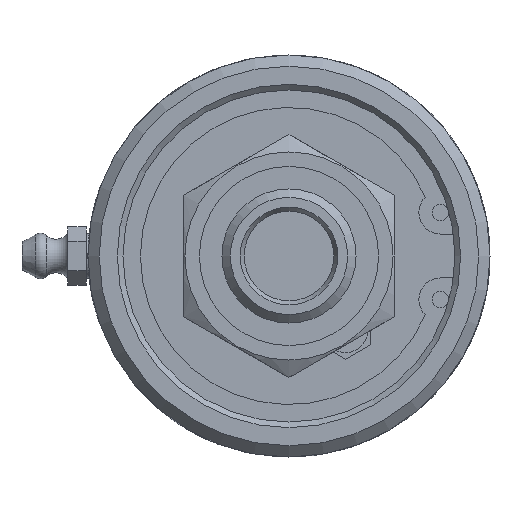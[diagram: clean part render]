
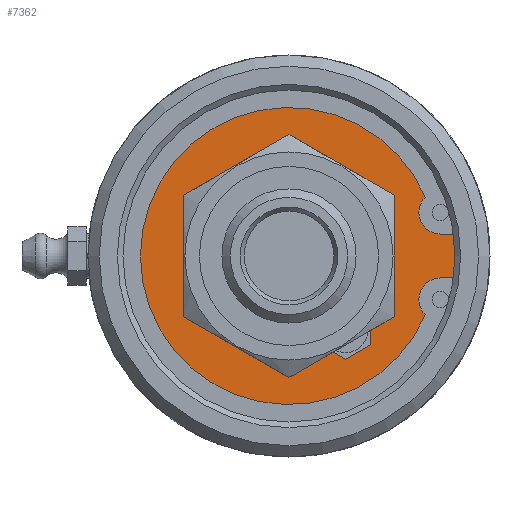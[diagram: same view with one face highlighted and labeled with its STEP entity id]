
A CAD part, left-side view. The second image highlights one B-rep face of the part: STEP entity #7362.
In plain terms, the highlighted planar face has unit normal (-1, 0, 0).
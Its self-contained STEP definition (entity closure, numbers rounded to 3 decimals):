
#105=FACE_BOUND('',#2597,.T.);
#822=LINE('',#47788,#1237);
#826=LINE('',#47796,#1241);
#829=LINE('',#47802,#1244);
#832=LINE('',#47808,#1247);
#862=LINE('',#47920,#1277);
#867=LINE('',#47938,#1282);
#1237=VECTOR('',#9040,10.);
#1241=VECTOR('',#9046,10.);
#1244=VECTOR('',#9051,10.);
#1247=VECTOR('',#9056,10.);
#1277=VECTOR('',#9166,10.);
#1282=VECTOR('',#9181,10.);
#1463=PLANE('',#7944);
#1655=CIRCLE('',#7798,13.9);
#1657=CIRCLE('',#7800,13.9);
#1672=CIRCLE('',#7831,3.048);
#1673=CIRCLE('',#7833,3.048);
#1674=CIRCLE('',#7835,21.057);
#1731=CIRCLE('',#7945,25.375);
#2134=FACE_OUTER_BOUND('',#2596,.T.);
#2596=EDGE_LOOP('',(#6745,#6746,#6747,#6748,#6749,#6750));
#2597=EDGE_LOOP('',(#6751,#6752,#6753,#6754,#6755,#6756));
#3501=VERTEX_POINT('',#47786);
#3502=VERTEX_POINT('',#47787);
#3505=VERTEX_POINT('',#47795);
#3507=VERTEX_POINT('',#47801);
#3509=VERTEX_POINT('',#47807);
#3519=VERTEX_POINT('',#47837);
#3547=VERTEX_POINT('',#47917);
#3548=VERTEX_POINT('',#47919);
#3552=VERTEX_POINT('',#47935);
#3553=VERTEX_POINT('',#47937);
#3554=VERTEX_POINT('',#47941);
#3555=VERTEX_POINT('',#47945);
#4487=EDGE_CURVE('',#3501,#3502,#822,.T.);
#4491=EDGE_CURVE('',#3505,#3501,#826,.T.);
#4494=EDGE_CURVE('',#3507,#3505,#829,.T.);
#4497=EDGE_CURVE('',#3502,#3509,#832,.T.);
#4512=EDGE_CURVE('',#3509,#3519,#1655,.T.);
#4514=EDGE_CURVE('',#3519,#3507,#1657,.T.);
#4551=EDGE_CURVE('',#3548,#3547,#862,.T.);
#4559=EDGE_CURVE('',#3553,#3552,#867,.T.);
#4561=EDGE_CURVE('',#3554,#3548,#1672,.T.);
#4563=EDGE_CURVE('',#3552,#3555,#1673,.T.);
#4565=EDGE_CURVE('',#3555,#3554,#1674,.T.);
#4678=EDGE_CURVE('',#3547,#3553,#1731,.T.);
#6745=ORIENTED_EDGE('',*,*,#4551,.T.);
#6746=ORIENTED_EDGE('',*,*,#4678,.T.);
#6747=ORIENTED_EDGE('',*,*,#4559,.T.);
#6748=ORIENTED_EDGE('',*,*,#4563,.T.);
#6749=ORIENTED_EDGE('',*,*,#4565,.T.);
#6750=ORIENTED_EDGE('',*,*,#4561,.T.);
#6751=ORIENTED_EDGE('',*,*,#4497,.T.);
#6752=ORIENTED_EDGE('',*,*,#4512,.T.);
#6753=ORIENTED_EDGE('',*,*,#4514,.T.);
#6754=ORIENTED_EDGE('',*,*,#4494,.T.);
#6755=ORIENTED_EDGE('',*,*,#4491,.T.);
#6756=ORIENTED_EDGE('',*,*,#4487,.T.);
#7362=ADVANCED_FACE('',(#2134,#105),#1463,.F.);
#7798=AXIS2_PLACEMENT_3D('',#47838,#9089,#9090);
#7800=AXIS2_PLACEMENT_3D('',#47840,#9093,#9094);
#7831=AXIS2_PLACEMENT_3D('',#47942,#9185,#9186);
#7833=AXIS2_PLACEMENT_3D('',#47946,#9190,#9191);
#7835=AXIS2_PLACEMENT_3D('',#47949,#9195,#9196);
#7944=AXIS2_PLACEMENT_3D('',#48349,#9448,#9449);
#7945=AXIS2_PLACEMENT_3D('',#48350,#9450,#9451);
#9040=DIRECTION('',(0.,0.866,-0.5));
#9046=DIRECTION('',(0.,0.,-1.));
#9051=DIRECTION('',(0.,-0.866,-0.5));
#9056=DIRECTION('',(0.,0.866,0.5));
#9089=DIRECTION('center_axis',(1.,0.,0.));
#9090=DIRECTION('ref_axis',(0.,1.,0.));
#9093=DIRECTION('center_axis',(1.,0.,0.));
#9094=DIRECTION('ref_axis',(0.,1.,0.));
#9166=DIRECTION('',(0.,-1.,0.));
#9181=DIRECTION('',(0.,1.,0.));
#9185=DIRECTION('center_axis',(1.,0.,0.));
#9186=DIRECTION('ref_axis',(0.,0.,1.));
#9190=DIRECTION('center_axis',(1.,0.,0.));
#9191=DIRECTION('ref_axis',(0.,-0.961,0.276));
#9195=DIRECTION('center_axis',(-1.,0.,0.));
#9196=DIRECTION('ref_axis',(0.,0.,-1.));
#9448=DIRECTION('center_axis',(1.,0.,0.));
#9449=DIRECTION('ref_axis',(0.,0.,-1.));
#9450=DIRECTION('center_axis',(-1.,0.,0.));
#9451=DIRECTION('ref_axis',(0.,1.,0.));
#47786=CARTESIAN_POINT('',(3.978,-11.586,-12.592));
#47787=CARTESIAN_POINT('',(3.978,-8.014,-14.655));
#47788=CARTESIAN_POINT('',(3.978,-1.09,-18.652));
#47795=CARTESIAN_POINT('',(3.978,-11.586,-8.468));
#47796=CARTESIAN_POINT('',(3.978,-11.586,-6.296));
#47801=CARTESIAN_POINT('',(3.978,-11.194,-8.241));
#47802=CARTESIAN_POINT('',(3.978,1.683,-0.807));
#47807=CARTESIAN_POINT('',(3.978,-5.057,-12.947));
#47808=CARTESIAN_POINT('',(3.978,7.041,-5.962));
#47837=CARTESIAN_POINT('',(3.978,-13.9,0.));
#47838=CARTESIAN_POINT('Origin',(3.978,0.,0.));
#47840=CARTESIAN_POINT('Origin',(3.978,0.,0.));
#47917=CARTESIAN_POINT('',(3.978,-25.184,-3.112));
#47919=CARTESIAN_POINT('',(3.978,-21.461,-3.112));
#47920=CARTESIAN_POINT('',(3.978,-3.137,-3.112));
#47935=CARTESIAN_POINT('',(3.978,-21.461,3.112));
#47937=CARTESIAN_POINT('',(3.978,-25.184,3.112));
#47938=CARTESIAN_POINT('',(3.978,-1.275,3.112));
#47941=CARTESIAN_POINT('',(3.978,-19.334,-8.343));
#47942=CARTESIAN_POINT('Origin',(3.978,-21.461,-6.16));
#47945=CARTESIAN_POINT('',(3.978,-19.334,8.343));
#47946=CARTESIAN_POINT('Origin',(3.978,-21.461,6.16));
#47949=CARTESIAN_POINT('Origin',(3.978,0.,0.));
#48349=CARTESIAN_POINT('Origin',(3.978,18.91,0.));
#48350=CARTESIAN_POINT('Origin',(3.978,0.,0.));
